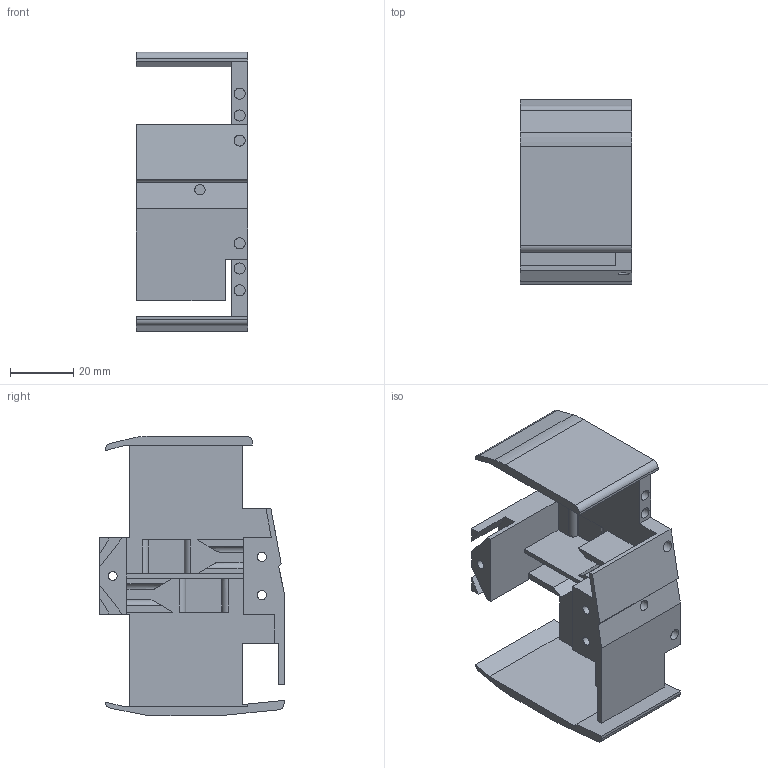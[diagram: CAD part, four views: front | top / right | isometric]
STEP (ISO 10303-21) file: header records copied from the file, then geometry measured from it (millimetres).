
FILE_DESCRIPTION(/* description */ (''),/* implementation_level */ '2;1');
FILE_NAME(/* name */ 'palm_cover.stp',/* time_stamp */ '2025-07-18T13:56:40-04:00',/* author */ ('Kenny'),/* organization */ (''),/* preprocessor_version */ 'ST-DEVELOPER v20',/* originating_system */ 'Autodesk Inventor 2025',/* authorisation */ '');
FILE_SCHEMA (('AUTOMOTIVE_DESIGN { 1 0 10303 214 3 1 1 }'));
Length unit declared in the file: millimetre
Products named in the file (1): palm_bottom
Bounding box: 35 x 58 x 88 mm (x, y, z)
Volume: 42890.4 mm3; surface area: 26649 mm2
Topology: 1 solids, 1 shells, 146 faces, 360 edges, 240 vertices
Faces by surface type: plane 101, cylinder 44, bspline 1
Full cylindrical faces by diameter (mm): 2.9 x3, 3.25 x1, 3.5 x12, 3.6 x10, 5 x3
Entity records: 4377 total; most frequent: CARTESIAN_POINT 755, DIRECTION 743, ORIENTED_EDGE 720, EDGE_CURVE 360, LINE 267, VECTOR 267, VERTEX_POINT 240, AXIS2_PLACEMENT_3D 238
